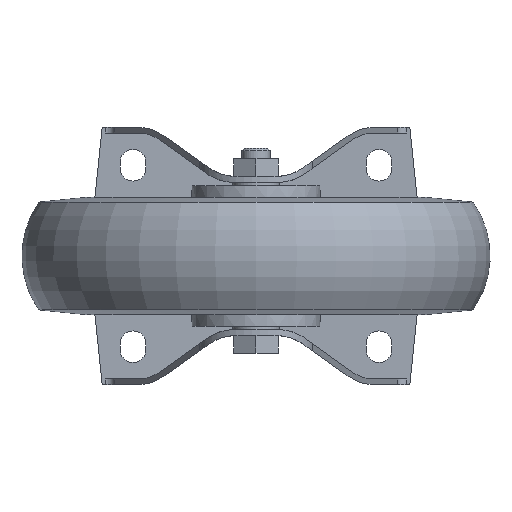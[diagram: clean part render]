
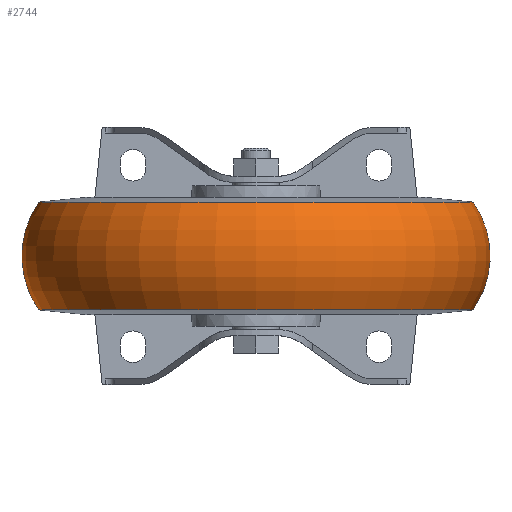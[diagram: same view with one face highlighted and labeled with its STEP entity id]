
A CAD part, front view. The second image highlights one B-rep face of the part: STEP entity #2744.
In plain terms, the highlighted toroidal (fillet/blend) face has major radius 60 mm and minor radius 40 mm.
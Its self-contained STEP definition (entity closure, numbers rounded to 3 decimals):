
#20=TOROIDAL_SURFACE('',#3028,60.,40.);
#205=CIRCLE('',#3027,92.726);
#206=CIRCLE('',#3029,92.726);
#848=ORIENTED_EDGE('',*,*,#1365,.T.);
#849=ORIENTED_EDGE('',*,*,#1366,.F.);
#1365=EDGE_CURVE('',#1667,#1667,#205,.T.);
#1366=EDGE_CURVE('',#1668,#1668,#206,.T.);
#1667=VERTEX_POINT('',#4673);
#1668=VERTEX_POINT('',#4676);
#2318=EDGE_LOOP('',(#848));
#2319=EDGE_LOOP('',(#849));
#2492=FACE_BOUND('',#2318,.T.);
#2493=FACE_BOUND('',#2319,.T.);
#2744=ADVANCED_FACE('',(#2492,#2493),#20,.T.);
#3027=AXIS2_PLACEMENT_3D('',#4672,#3756,#3757);
#3028=AXIS2_PLACEMENT_3D('',#4674,#3758,#3759);
#3029=AXIS2_PLACEMENT_3D('',#4675,#3760,#3761);
#3756=DIRECTION('',(0.,0.,-1.));
#3757=DIRECTION('',(-1.,0.,0.));
#3758=DIRECTION('',(0.,0.,-1.));
#3759=DIRECTION('',(-1.,0.,0.));
#3760=DIRECTION('',(0.,0.,-1.));
#3761=DIRECTION('',(-1.,0.,0.));
#4672=CARTESIAN_POINT('',(0.,0.,23.));
#4673=CARTESIAN_POINT('',(-92.726,0.,23.));
#4674=CARTESIAN_POINT('',(0.,0.,0.));
#4675=CARTESIAN_POINT('',(0.,0.,-23.));
#4676=CARTESIAN_POINT('',(-92.726,0.,-23.));
